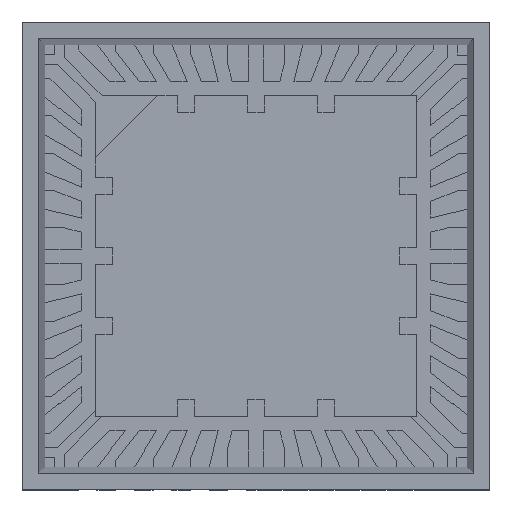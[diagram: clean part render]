
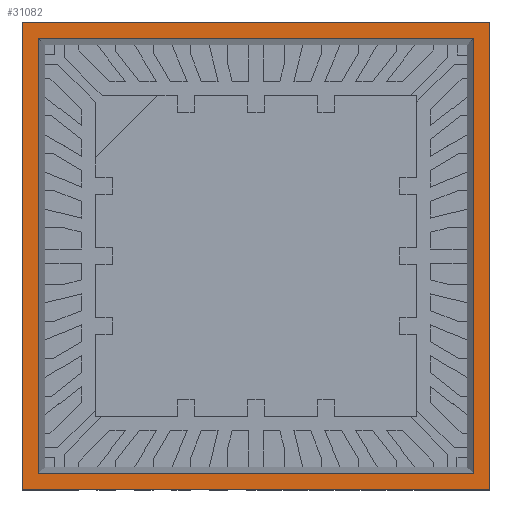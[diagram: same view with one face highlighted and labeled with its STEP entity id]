
A CAD part, top view. The second image highlights one B-rep face of the part: STEP entity #31082.
In plain terms, the highlighted planar face has unit normal (0, 0, 1).
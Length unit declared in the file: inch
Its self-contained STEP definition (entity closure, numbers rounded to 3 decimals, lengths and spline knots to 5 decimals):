
#813 = CARTESIAN_POINT ( 'NONE',  ( -0.09154, 0.09154, 0.03299 ) ) ;
#817 = DIRECTION ( 'NONE',  ( 0., -1., 0. ) ) ;
#1461 = CARTESIAN_POINT ( 'NONE',  ( -0.09154, 0.09154, 0.03299 ) ) ;
#1462 = DIRECTION ( 'NONE',  ( -1., 0., 0. ) ) ;
#1467 = CARTESIAN_POINT ( 'NONE',  ( 0.09154, 0.09154, 0.03299 ) ) ;
#1468 = DIRECTION ( 'NONE',  ( 0., 1., 0. ) ) ;
#1473 = CARTESIAN_POINT ( 'NONE',  ( -0.09154, -0.09154, 0.03299 ) ) ;
#1474 = DIRECTION ( 'NONE',  ( 1., 0., 0. ) ) ;
#1520 = CARTESIAN_POINT ( 'NONE',  ( -0.09843, -0.09843, 0.03299 ) ) ;
#1523 = DIRECTION ( 'NONE',  ( 1., 0., 0. ) ) ;
#3561 = DIRECTION ( 'NONE',  ( 0., 0., -1. ) ) ;
#3564 = CARTESIAN_POINT ( 'NONE',  ( 0.09843, 0.09843, 0.03299 ) ) ;
#3565 = PLANE ( 'NONE',  #7981 ) ;
#3567 = DIRECTION ( 'NONE',  ( -1., 0., 0. ) ) ;
#5043 = EDGE_LOOP ( 'NONE', ( #21404, #21408, #21402, #21396 ) ) ;
#7981 = AXIS2_PLACEMENT_3D ( 'NONE', #3564, #3561, #3567 ) ;
#10254 = CARTESIAN_POINT ( 'NONE',  ( -0.09843, -0.09843, 0.03299 ) ) ;
#10255 = DIRECTION ( 'NONE',  ( 0., -1., 0. ) ) ;
#10793 = CARTESIAN_POINT ( 'NONE',  ( -0.09843, 0.09843, 0.03299 ) ) ;
#10796 = DIRECTION ( 'NONE',  ( -1., 0., 0. ) ) ;
#11669 = LINE ( 'NONE', #10793, #11825 ) ;
#11825 = VECTOR ( 'NONE', #10796, 39.37008 ) ;
#13416 = FACE_BOUND ( 'NONE', #34593, .T. ) ;
#13418 = FACE_OUTER_BOUND ( 'NONE', #5043, .T. ) ;
#16314 = EDGE_CURVE ( 'NONE', #28147, #28255, #32275, .T. ) ;
#16518 = EDGE_CURVE ( 'NONE', #28132, #27963, #32017, .T. ) ;
#16692 = EDGE_CURVE ( 'NONE', #28255, #28132, #11669, .T. ) ;
#17791 = EDGE_CURVE ( 'NONE', #28302, #28278, #33735, .T. ) ;
#17947 = EDGE_CURVE ( 'NONE', #28085, #28302, #34047, .T. ) ;
#17950 = EDGE_CURVE ( 'NONE', #28294, #28085, #34053, .T. ) ;
#17953 = EDGE_CURVE ( 'NONE', #28278, #28294, #34059, .T. ) ;
#17974 = EDGE_CURVE ( 'NONE', #27963, #28147, #34099, .T. ) ;
#20018 = ORIENTED_EDGE ( 'NONE', *, *, #17947, .F. ) ;
#20019 = ORIENTED_EDGE ( 'NONE', *, *, #17950, .F. ) ;
#21396 = ORIENTED_EDGE ( 'NONE', *, *, #17974, .T. ) ;
#21399 = ORIENTED_EDGE ( 'NONE', *, *, #17791, .F. ) ;
#21402 = ORIENTED_EDGE ( 'NONE', *, *, #16518, .T. ) ;
#21404 = ORIENTED_EDGE ( 'NONE', *, *, #16314, .T. ) ;
#21406 = ORIENTED_EDGE ( 'NONE', *, *, #17953, .F. ) ;
#21408 = ORIENTED_EDGE ( 'NONE', *, *, #16692, .T. ) ;
#23945 = CARTESIAN_POINT ( 'NONE',  ( -0.09843, -0.09843, 0.03299 ) ) ;
#24073 = CARTESIAN_POINT ( 'NONE',  ( 0.09154, 0.09154, 0.03299 ) ) ;
#24120 = CARTESIAN_POINT ( 'NONE',  ( -0.09843, 0.09843, 0.03299 ) ) ;
#24135 = CARTESIAN_POINT ( 'NONE',  ( 0.09843, -0.09843, 0.03299 ) ) ;
#24243 = CARTESIAN_POINT ( 'NONE',  ( 0.09843, 0.09843, 0.03299 ) ) ;
#24266 = CARTESIAN_POINT ( 'NONE',  ( -0.09154, -0.09154, 0.03299 ) ) ;
#24282 = CARTESIAN_POINT ( 'NONE',  ( 0.09154, -0.09154, 0.03299 ) ) ;
#24290 = CARTESIAN_POINT ( 'NONE',  ( -0.09154, 0.09154, 0.03299 ) ) ;
#27615 = CARTESIAN_POINT ( 'NONE',  ( 0.09843, -0.09843, 0.03299 ) ) ;
#27618 = DIRECTION ( 'NONE',  ( 0., 1., 0. ) ) ;
#27963 = VERTEX_POINT ( 'NONE', #23945 ) ;
#28085 = VERTEX_POINT ( 'NONE', #24073 ) ;
#28132 = VERTEX_POINT ( 'NONE', #24120 ) ;
#28147 = VERTEX_POINT ( 'NONE', #24135 ) ;
#28255 = VERTEX_POINT ( 'NONE', #24243 ) ;
#28278 = VERTEX_POINT ( 'NONE', #24266 ) ;
#28294 = VERTEX_POINT ( 'NONE', #24282 ) ;
#28302 = VERTEX_POINT ( 'NONE', #24290 ) ;
#31082 = ADVANCED_FACE ( 'NONE', ( #13416, #13418 ), #3565, .F. ) ;
#32017 = LINE ( 'NONE', #10254, #32081 ) ;
#32081 = VECTOR ( 'NONE', #10255, 39.37008 ) ;
#32160 = VECTOR ( 'NONE', #27618, 39.37008 ) ;
#32275 = LINE ( 'NONE', #27615, #32160 ) ;
#33735 = LINE ( 'NONE', #813, #33738 ) ;
#33738 = VECTOR ( 'NONE', #817, 39.37008 ) ;
#34047 = LINE ( 'NONE', #1461, #34050 ) ;
#34050 = VECTOR ( 'NONE', #1462, 39.37008 ) ;
#34053 = LINE ( 'NONE', #1467, #34056 ) ;
#34056 = VECTOR ( 'NONE', #1468, 39.37008 ) ;
#34059 = LINE ( 'NONE', #1473, #34062 ) ;
#34062 = VECTOR ( 'NONE', #1474, 39.37008 ) ;
#34099 = LINE ( 'NONE', #1520, #34102 ) ;
#34102 = VECTOR ( 'NONE', #1523, 39.37008 ) ;
#34593 = EDGE_LOOP ( 'NONE', ( #20018, #20019, #21406, #21399 ) ) ;
